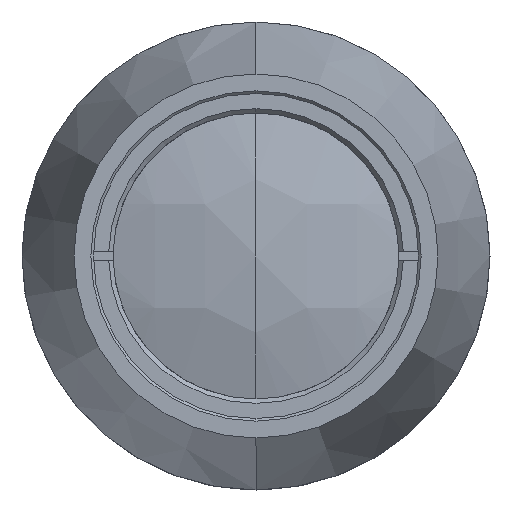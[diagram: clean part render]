
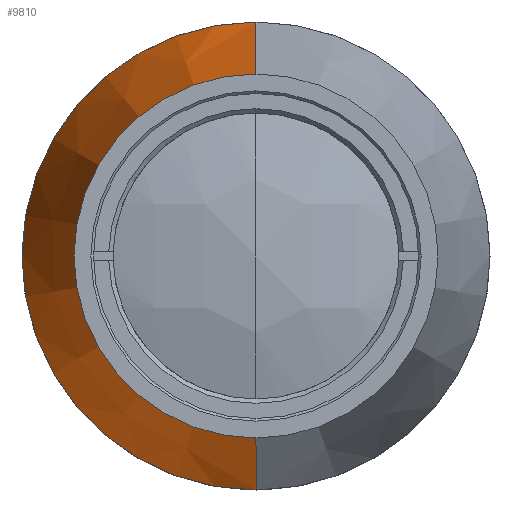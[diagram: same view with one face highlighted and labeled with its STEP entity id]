
A CAD part, left-side view. The second image highlights one B-rep face of the part: STEP entity #9810.
In plain terms, the highlighted conical face has half-angle 15 degrees and reference radius 27 mm.
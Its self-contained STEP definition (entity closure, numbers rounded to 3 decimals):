
#168 = CARTESIAN_POINT ( 'NONE',  ( 50., 0., 0. ) ) ;
#556 = FACE_OUTER_BOUND ( 'NONE', #10584, .T. ) ;
#1112 = DIRECTION ( 'NONE',  ( 0.966, 0., 0.259 ) ) ;
#1311 = AXIS2_PLACEMENT_3D ( 'NONE', #11908, #3045, #3216 ) ;
#1672 = DIRECTION ( 'NONE',  ( 0.966, 0., -0.259 ) ) ;
#1791 = AXIS2_PLACEMENT_3D ( 'NONE', #168, #8981, #4055 ) ;
#2079 = CIRCLE ( 'NONE', #1791, 17. ) ;
#2451 = CARTESIAN_POINT ( 'NONE',  ( 87.321, 0., 27. ) ) ;
#2642 = VECTOR ( 'NONE', #1112, 1000. ) ;
#3045 = DIRECTION ( 'NONE',  ( -1., 0., 0. ) ) ;
#3216 = DIRECTION ( 'NONE',  ( 0., 0., -1. ) ) ;
#3434 = CARTESIAN_POINT ( 'NONE',  ( 87.321, 0., 27. ) ) ;
#3649 = ORIENTED_EDGE ( 'NONE', *, *, #8594, .F. ) ;
#4055 = DIRECTION ( 'NONE',  ( 0., 0., -1. ) ) ;
#4464 = EDGE_CURVE ( 'NONE', #8807, #16051, #2079, .T. ) ;
#4951 = CONICAL_SURFACE ( 'NONE', #14095, 27., 0.262 ) ;
#6585 = CARTESIAN_POINT ( 'NONE',  ( 50., 0., 17. ) ) ;
#6758 = VERTEX_POINT ( 'NONE', #7297 ) ;
#7297 = CARTESIAN_POINT ( 'NONE',  ( 87.321, 0., -27. ) ) ;
#7930 = LINE ( 'NONE', #12890, #14483 ) ;
#8146 = DIRECTION ( 'NONE',  ( 1., 0., 0. ) ) ;
#8594 = EDGE_CURVE ( 'NONE', #8807, #6758, #7930, .T. ) ;
#8709 = ORIENTED_EDGE ( 'NONE', *, *, #13081, .T. ) ;
#8727 = ORIENTED_EDGE ( 'NONE', *, *, #4464, .T. ) ;
#8807 = VERTEX_POINT ( 'NONE', #14429 ) ;
#8981 = DIRECTION ( 'NONE',  ( 1., 0., 0. ) ) ;
#9810 = ADVANCED_FACE ( 'NONE', ( #556 ), #4951, .T. ) ;
#10584 = EDGE_LOOP ( 'NONE', ( #8727, #10607, #8709, #3649 ) ) ;
#10607 = ORIENTED_EDGE ( 'NONE', *, *, #13298, .T. ) ;
#10958 = LINE ( 'NONE', #3434, #2642 ) ;
#11833 = CARTESIAN_POINT ( 'NONE',  ( 87.321, 0., 0. ) ) ;
#11908 = CARTESIAN_POINT ( 'NONE',  ( 87.321, 0., 0. ) ) ;
#12890 = CARTESIAN_POINT ( 'NONE',  ( 87.321, 0., -27. ) ) ;
#13081 = EDGE_CURVE ( 'NONE', #15986, #6758, #13875, .T. ) ;
#13298 = EDGE_CURVE ( 'NONE', #16051, #15986, #10958, .T. ) ;
#13875 = CIRCLE ( 'NONE', #1311, 27. ) ;
#14095 = AXIS2_PLACEMENT_3D ( 'NONE', #11833, #8146, #15554 ) ;
#14429 = CARTESIAN_POINT ( 'NONE',  ( 50., 0., -17. ) ) ;
#14483 = VECTOR ( 'NONE', #1672, 1000. ) ;
#15554 = DIRECTION ( 'NONE',  ( 0., 0., -1. ) ) ;
#15986 = VERTEX_POINT ( 'NONE', #2451 ) ;
#16051 = VERTEX_POINT ( 'NONE', #6585 ) ;
